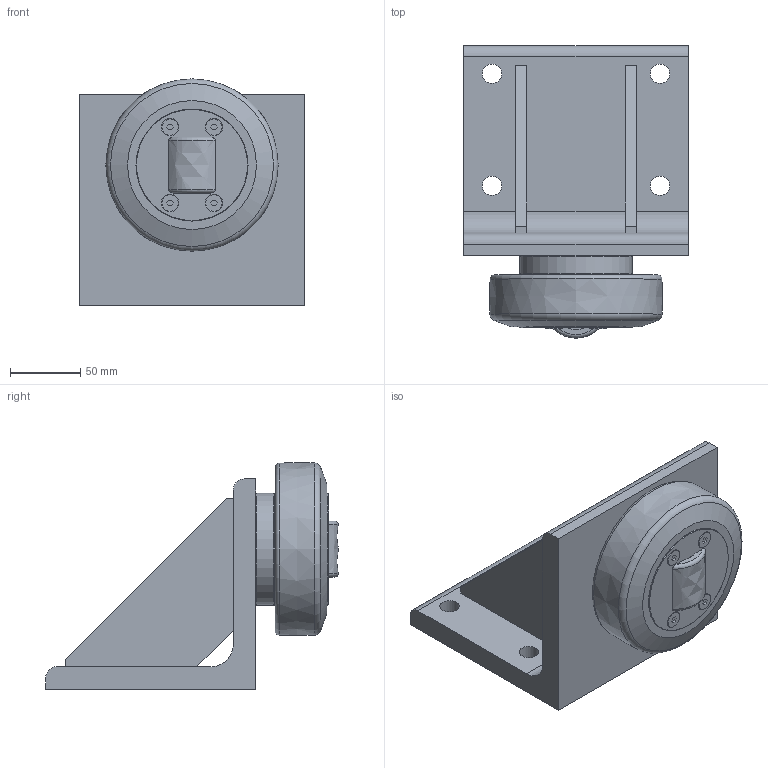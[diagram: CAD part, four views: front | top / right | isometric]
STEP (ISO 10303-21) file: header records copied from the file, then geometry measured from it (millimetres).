
FILE_DESCRIPTION(/* description */ ('-','CAx-IF Rec.Pracs.---Representation and Presentation of Product Manufacturing Information (PMI)---4.0---2014-10-13'),/* implementation_level */ '2;1');
FILE_NAME(/* name */ 'b5ef6b20-9cbf-486f-bea0-528d7566de51.stp',/* time_stamp */ '2020-04-01T16:38:46+02:00',/* author */ ('-'),/* organization */ ('NTI CADcenter A/S'),/* preprocessor_version */ 'ST-DEVELOPER v18',/* originating_system */ 'Autodesk Inventor 2020',/* authorisation */ '-');
FILE_SCHEMA (('AP242_MANAGED_MODEL_BASED_3D_ENGINEERING_MIM_LF { 1 0 10303 442 1 1 4 }'));
Length unit declared in the file: millimetre
Products named in the file (1): TR 120.0350 BW1200_Kontur
Bounding box: 160 x 209 x 161.5 mm (x, y, z)
Volume: 1343272.4 mm3; surface area: 164588 mm2
Topology: 1 solids, 1 shells, 90 faces, 241 edges, 166 vertices
Faces by surface type: plane 60, cylinder 16, cone 8, torus 4, bspline 2
Full cylindrical faces by diameter (mm): 11.7 x4, 13.835 x4, 80 x3
Entity records: 2981 total; most frequent: CARTESIAN_POINT 584, DIRECTION 490, ORIENTED_EDGE 482, EDGE_CURVE 241, VERTEX_POINT 166, AXIS2_PLACEMENT_3D 166, LINE 158, VECTOR 158
